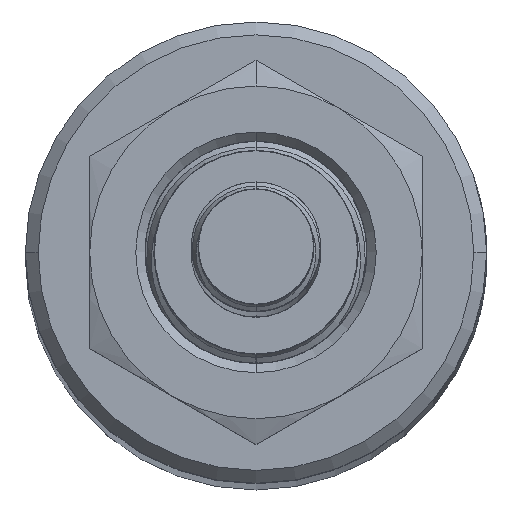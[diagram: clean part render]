
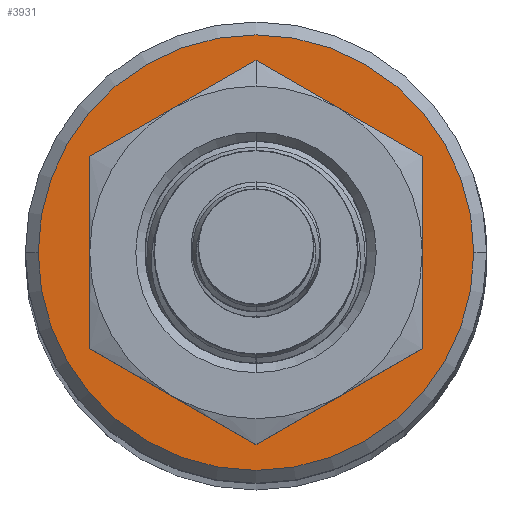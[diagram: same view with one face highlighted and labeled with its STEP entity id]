
A CAD part, top view. The second image highlights one B-rep face of the part: STEP entity #3931.
In plain terms, the highlighted planar face has unit normal (0, 0, 1).
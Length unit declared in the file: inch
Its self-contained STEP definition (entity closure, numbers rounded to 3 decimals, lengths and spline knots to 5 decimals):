
#1830 = VERTEX_POINT ( 'NONE', #8408 ) ;
#1832 = EDGE_CURVE ( 'NONE', #1841, #1830, #8406, .T. ) ;
#1841 = VERTEX_POINT ( 'NONE', #8387 ) ;
#2140 = VERTEX_POINT ( 'NONE', #9314 ) ;
#2142 = EDGE_CURVE ( 'NONE', #2145, #2140, #9309, .T. ) ;
#2145 = VERTEX_POINT ( 'NONE', #9304 ) ;
#3931 = ADVANCED_FACE ( 'NONE', ( #15131, #15129 ), #15051, .T. ) ;
#3983 = ORIENTED_EDGE ( 'NONE', *, *, #2142, .F. ) ;
#4046 = EDGE_CURVE ( 'NONE', #2140, #2145, #15121, .T. ) ;
#4071 = ORIENTED_EDGE ( 'NONE', *, *, #4046, .F. ) ;
#4118 = EDGE_LOOP ( 'NONE', ( #4071, #3983 ) ) ;
#4173 = EDGE_LOOP ( 'NONE', ( #6278, #6145 ) ) ;
#6145 = ORIENTED_EDGE ( 'NONE', *, *, #1832, .T. ) ;
#6179 = EDGE_CURVE ( 'NONE', #1830, #1841, #15444, .T. ) ;
#6278 = ORIENTED_EDGE ( 'NONE', *, *, #6179, .T. ) ;
#8387 = CARTESIAN_POINT ( 'NONE',  ( 0.7365, 0., 6.125 ) ) ;
#8402 = DIRECTION ( 'NONE',  ( 1., 0., 0. ) ) ;
#8403 = DIRECTION ( 'NONE',  ( 0., 0., 1. ) ) ;
#8404 = CARTESIAN_POINT ( 'NONE',  ( 0., 0., 6.125 ) ) ;
#8405 = AXIS2_PLACEMENT_3D ( 'NONE', #8404, #8403, #8402 ) ;
#8406 = CIRCLE ( 'NONE', #8405, 0.7365 ) ;
#8408 = CARTESIAN_POINT ( 'NONE',  ( -0.7365, 0., 6.125 ) ) ;
#9304 = CARTESIAN_POINT ( 'NONE',  ( 0., -0.375, 6.125 ) ) ;
#9305 = DIRECTION ( 'NONE',  ( 1., 0., 0. ) ) ;
#9306 = DIRECTION ( 'NONE',  ( 0., 0., 1. ) ) ;
#9307 = CARTESIAN_POINT ( 'NONE',  ( 0., 0., 6.125 ) ) ;
#9308 = AXIS2_PLACEMENT_3D ( 'NONE', #9307, #9306, #9305 ) ;
#9309 = CIRCLE ( 'NONE', #9308, 0.375 ) ;
#9314 = CARTESIAN_POINT ( 'NONE',  ( 0., 0.375, 6.125 ) ) ;
#15051 = PLANE ( 'NONE',  #15126 ) ;
#15117 = DIRECTION ( 'NONE',  ( 1., 0., 0. ) ) ;
#15118 = DIRECTION ( 'NONE',  ( 0., 0., 1. ) ) ;
#15119 = CARTESIAN_POINT ( 'NONE',  ( 0., 0., 6.125 ) ) ;
#15120 = AXIS2_PLACEMENT_3D ( 'NONE', #15119, #15118, #15117 ) ;
#15121 = CIRCLE ( 'NONE', #15120, 0.375 ) ;
#15122 = DIRECTION ( 'NONE',  ( 1., 0., 0. ) ) ;
#15124 = DIRECTION ( 'NONE',  ( 0., 0., 1. ) ) ;
#15125 = CARTESIAN_POINT ( 'NONE',  ( 0., 0., 6.125 ) ) ;
#15126 = AXIS2_PLACEMENT_3D ( 'NONE', #15125, #15124, #15122 ) ;
#15129 = FACE_OUTER_BOUND ( 'NONE', #4173, .T. ) ;
#15131 = FACE_BOUND ( 'NONE', #4118, .T. ) ;
#15440 = DIRECTION ( 'NONE',  ( 1., 0., 0. ) ) ;
#15441 = DIRECTION ( 'NONE',  ( 0., 0., 1. ) ) ;
#15442 = CARTESIAN_POINT ( 'NONE',  ( 0., 0., 6.125 ) ) ;
#15443 = AXIS2_PLACEMENT_3D ( 'NONE', #15442, #15441, #15440 ) ;
#15444 = CIRCLE ( 'NONE', #15443, 0.7365 ) ;
